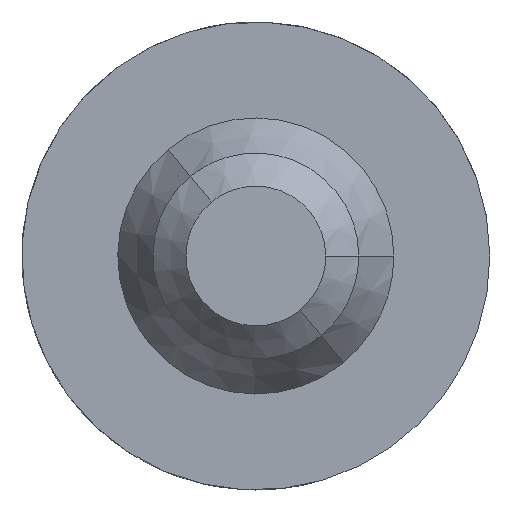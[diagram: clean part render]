
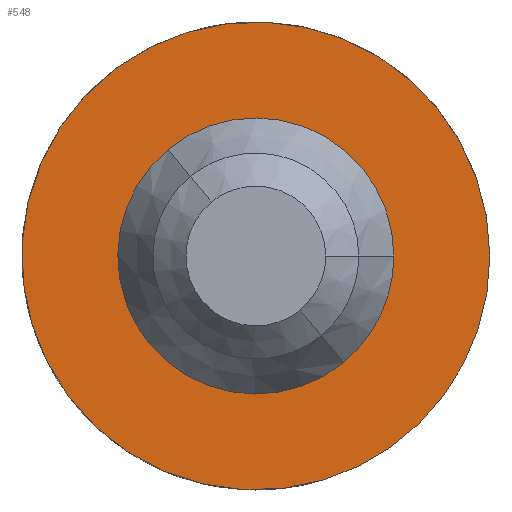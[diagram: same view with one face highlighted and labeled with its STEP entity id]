
A CAD part, front view. The second image highlights one B-rep face of the part: STEP entity #548.
In plain terms, the highlighted planar face has unit normal (0, -1, 0).
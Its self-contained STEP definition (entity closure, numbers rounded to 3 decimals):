
#193=CARTESIAN_POINT('POINT18',(0.937,15.,
   -1.139));
#194=VERTEX_POINT('VERTEX18',#193);
#203=CARTESIAN_POINT('POINT19',(-0.937,15.,
   1.139));
#204=VERTEX_POINT('VERTEX19',#203);
#211=CARTESIAN_POINT('POS18',(0.,15.,
   0.));
#212=DIRECTION('DIR26',(0.,1.,
   0.));
#213=DIRECTION('DIR27',(0.635,0.,
   -0.772));
#214=AXIS2_PLACEMENT_3D('AXIS9',#211,#212,#213);
#215=CIRCLE('ELLIPSE5',#214,1.475);
#216=EDGE_CURVE('EDGE26',#204,#194,#215,.F.);
#227=CARTESIAN_POINT('POINT20',(1.475,15.,0.)
   );
#228=VERTEX_POINT('VERTEX20',#227);
#229=EDGE_CURVE('EDGE27',#194,#228,#215,.F.);
#244=EDGE_CURVE('EDGE29',#228,#204,#215,.F.);
#488=CARTESIAN_POINT('POINT38',(0.724,15.,
   -2.393));
#489=VERTEX_POINT('VERTEX38',#488);
#507=CARTESIAN_POINT('POINT41',(2.5,15.,0.)
   );
#508=VERTEX_POINT('VERTEX41',#507);
#514=CARTESIAN_POINT('POS49',(0.,15.,
   0.));
#515=DIRECTION('DIR72',(0.,-1.,0.));
#516=DIRECTION('DIR73',(0.289,0.,
   -0.957));
#517=AXIS2_PLACEMENT_3D('AXIS24',#514,#515,#516);
#518=CIRCLE('ELLIPSE13',#517,2.5);
#519=EDGE_CURVE('EDGE56',#489,#508,#518,.T.);
#529=CARTESIAN_POINT('POINT42',(-0.724,15.,
   2.393));
#530=VERTEX_POINT('VERTEX42',#529);
#531=EDGE_CURVE('EDGE57',#508,#530,#518,.T.);
#532=ORIENTED_EDGE('COEDGE91',*,*,#531,.T.);
#533=EDGE_CURVE('EDGE58',#530,#489,#518,.T.);
#534=ORIENTED_EDGE('COEDGE92',*,*,#533,.T.);
#535=ORIENTED_EDGE('COEDGE93',*,*,#519,.T.);
#536=EDGE_LOOP('NONE',(#532,#534,#535));
#537=FACE_BOUND('LOOP1',#536,.T.);
#538=ORIENTED_EDGE('COEDGE94',*,*,#244,.F.);
#539=ORIENTED_EDGE('COEDGE95',*,*,#229,.F.);
#540=ORIENTED_EDGE('COEDGE96',*,*,#216,.F.);
#541=EDGE_LOOP('NONE',(#538,#539,#540));
#542=FACE_BOUND('LOOP1',#541,.T.);
#543=CARTESIAN_POINT('POS51',(0.,15.,0.));
#544=DIRECTION('DIR76',(0.,-1.,0.));
#545=DIRECTION('DIR77',(1.,0.,0.));
#546=AXIS2_PLACEMENT_3D('AXIS26',#543,#544,#545);
#547=PLANE('PLANE8',#546);
#548=ADVANCED_FACE('FACE19',(#537,#542),#547,.T.);
